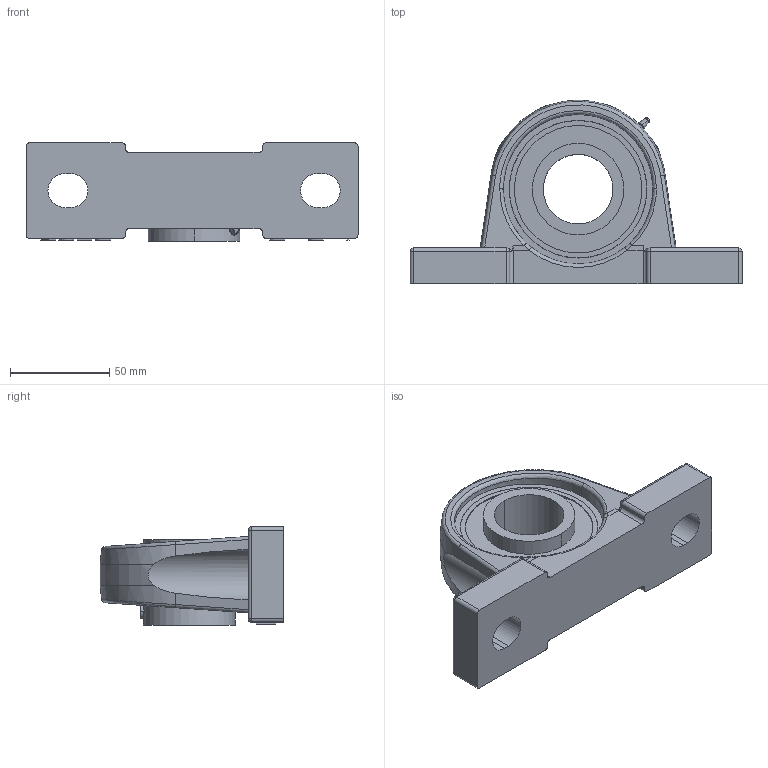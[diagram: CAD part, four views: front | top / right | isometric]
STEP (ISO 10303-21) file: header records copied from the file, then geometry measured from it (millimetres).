
FILE_DESCRIPTION((''),'2;1');
FILE_NAME('UCP207','2016-04-21T',('giuseppe.caruso'),(''),'CREO PARAMETRIC BY PTC INC, 2014500','CREO PARAMETRIC BY PTC INC, 2014500','');
FILE_SCHEMA(('CONFIG_CONTROL_DESIGN'));
Length unit declared in the file: millimetre
Products named in the file (1): UCP207
Bounding box: 167 x 92.44 x 49.4 mm (x, y, z)
Volume: 224651.3 mm3; surface area: 81713.4 mm2
Topology: 25 solids, 28 shells, 762 faces, 2018 edges, 1306 vertices
Faces by surface type: plane 549, cylinder 92, bspline 57, cone 28, sphere 22, torus 14
Entity records: 25283 total; most frequent: CARTESIAN_POINT 6539, ORIENTED_EDGE 3950, DIRECTION 3678, EDGE_CURVE 1982, VECTOR 1546, LINE 1546, VERTEX_POINT 1306, AXIS2_PLACEMENT_3D 1066
